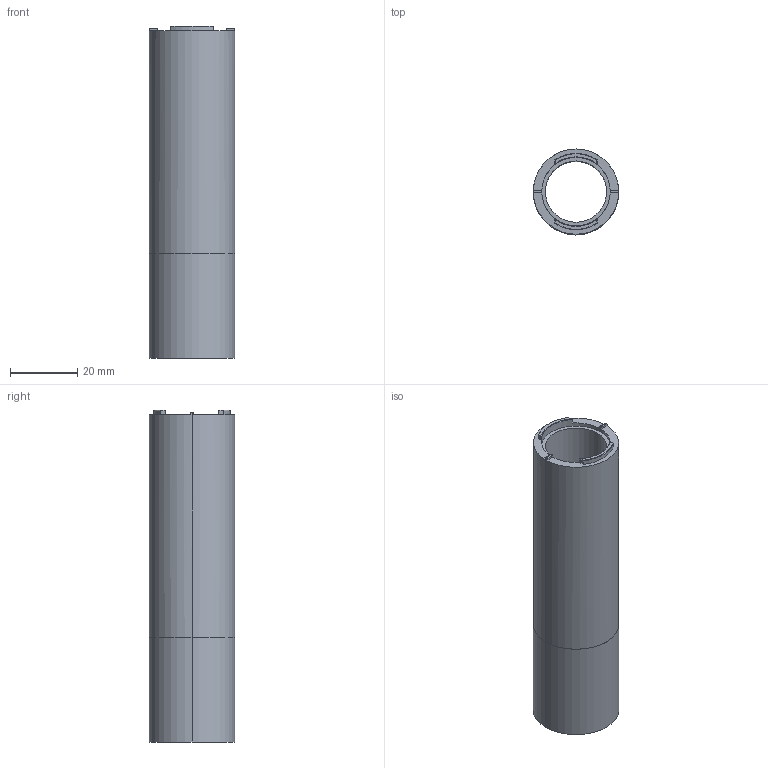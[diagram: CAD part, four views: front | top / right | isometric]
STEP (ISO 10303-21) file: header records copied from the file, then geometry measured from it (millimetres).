
FILE_DESCRIPTION (( 'STEP AP214' ), '1' );
FILE_NAME ('1.8.2.9_ZFG-K1.0L_卡环扳手，适用于1英寸卡环，长度3.88英寸.STEP', '2021-07-28T01:16:05', ( 'Microsoft' ), ( 'Microsoft' ), 'SwSTEP 2.0', 'SolidWorks 2018', '' );
FILE_SCHEMA (( 'AUTOMOTIVE_DESIGN' ));
Length unit declared in the file: millimetre
Products named in the file (1): 1.8.2.9_ZFG-K1.0L_卡环扳手，适用于1英寸卡环，长度3.88英寸
Bounding box: 25.4 x 25.4 x 98.43 mm (x, y, z)
Surface area: 13842.4 mm2 (no closed solid volume)
Topology: 0 solids, 1 shells, 42 faces, 104 edges, 65 vertices
Faces by surface type: plane 25, cylinder 10, cone 7
Entity records: 1744 total; most frequent: CARTESIAN_POINT 260, DIRECTION 213, ORIENTED_EDGE 208, EDGE_CURVE 104, AXIS2_PLACEMENT_3D 82, VERTEX_POINT 65, LINE 49, VECTOR 49
